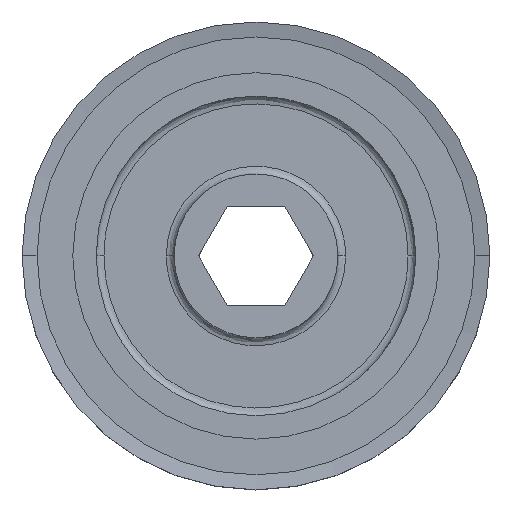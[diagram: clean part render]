
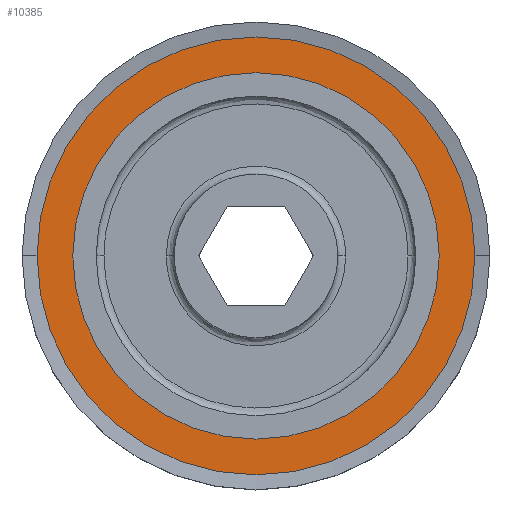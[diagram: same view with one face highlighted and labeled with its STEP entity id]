
A CAD part, top view. The second image highlights one B-rep face of the part: STEP entity #10385.
In plain terms, the highlighted planar face has unit normal (0, 0, 1).
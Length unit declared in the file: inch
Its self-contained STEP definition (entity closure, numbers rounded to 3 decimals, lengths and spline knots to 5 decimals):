
#1588 = DIRECTION ( 'NONE',  ( 0., 0., 1. ) ) ;
#1634 = ORIENTED_EDGE ( 'NONE', *, *, #17231, .T. ) ;
#2000 = DIRECTION ( 'NONE',  ( 1., 0., 0. ) ) ;
#2220 = DIRECTION ( 'NONE',  ( 1., 0., 0. ) ) ;
#2623 = DIRECTION ( 'NONE',  ( 0., 0., 1. ) ) ;
#3200 = CARTESIAN_POINT ( 'NONE',  ( 1.10551, 0., 0.27067 ) ) ;
#3590 = AXIS2_PLACEMENT_3D ( 'NONE', #20777, #17815, #30208 ) ;
#3740 = AXIS2_PLACEMENT_3D ( 'NONE', #9593, #12104, #32652 ) ;
#4793 = CIRCLE ( 'NONE', #3740, 0.9252 ) ;
#4997 = VERTEX_POINT ( 'NONE', #30378 ) ;
#6049 = CIRCLE ( 'NONE', #17260, 0.9252 ) ;
#6426 = CIRCLE ( 'NONE', #30831, 1.10551 ) ;
#6945 = CARTESIAN_POINT ( 'NONE',  ( 0., 0., 0.27067 ) ) ;
#7274 = DIRECTION ( 'NONE',  ( 1., 0., 0. ) ) ;
#7936 = FACE_OUTER_BOUND ( 'NONE', #10908, .T. ) ;
#9593 = CARTESIAN_POINT ( 'NONE',  ( 0., 0., 0.27067 ) ) ;
#10385 = ADVANCED_FACE ( 'NONE', ( #7936, #25400 ), #15823, .T. ) ;
#10908 = EDGE_LOOP ( 'NONE', ( #29237, #1634 ) ) ;
#10943 = CIRCLE ( 'NONE', #19433, 1.10551 ) ;
#12104 = DIRECTION ( 'NONE',  ( 0., 0., 1. ) ) ;
#14671 = DIRECTION ( 'NONE',  ( 0., 0., 1. ) ) ;
#15823 = PLANE ( 'NONE',  #3590 ) ;
#17231 = EDGE_CURVE ( 'NONE', #4997, #20033, #6426, .T. ) ;
#17260 = AXIS2_PLACEMENT_3D ( 'NONE', #32460, #1588, #2220 ) ;
#17815 = DIRECTION ( 'NONE',  ( 0., 0., 1. ) ) ;
#18104 = CARTESIAN_POINT ( 'NONE',  ( -0.9252, 0., 0.27067 ) ) ;
#19433 = AXIS2_PLACEMENT_3D ( 'NONE', #6945, #2623, #7274 ) ;
#19648 = ORIENTED_EDGE ( 'NONE', *, *, #29403, .F. ) ;
#20033 = VERTEX_POINT ( 'NONE', #3200 ) ;
#20777 = CARTESIAN_POINT ( 'NONE',  ( 0., 0., 0.27067 ) ) ;
#21020 = CARTESIAN_POINT ( 'NONE',  ( 0.9252, 0., 0.27067 ) ) ;
#22635 = EDGE_LOOP ( 'NONE', ( #32113, #19648 ) ) ;
#23759 = VERTEX_POINT ( 'NONE', #21020 ) ;
#24495 = VERTEX_POINT ( 'NONE', #18104 ) ;
#25400 = FACE_BOUND ( 'NONE', #22635, .T. ) ;
#25508 = EDGE_CURVE ( 'NONE', #23759, #24495, #4793, .T. ) ;
#27246 = CARTESIAN_POINT ( 'NONE',  ( 0., 0., 0.27067 ) ) ;
#29237 = ORIENTED_EDGE ( 'NONE', *, *, #29731, .T. ) ;
#29403 = EDGE_CURVE ( 'NONE', #24495, #23759, #6049, .T. ) ;
#29731 = EDGE_CURVE ( 'NONE', #20033, #4997, #10943, .T. ) ;
#30208 = DIRECTION ( 'NONE',  ( 1., 0., 0. ) ) ;
#30378 = CARTESIAN_POINT ( 'NONE',  ( -1.10551, 0., 0.27067 ) ) ;
#30831 = AXIS2_PLACEMENT_3D ( 'NONE', #27246, #14671, #2000 ) ;
#32113 = ORIENTED_EDGE ( 'NONE', *, *, #25508, .F. ) ;
#32460 = CARTESIAN_POINT ( 'NONE',  ( 0., 0., 0.27067 ) ) ;
#32652 = DIRECTION ( 'NONE',  ( 1., 0., 0. ) ) ;
